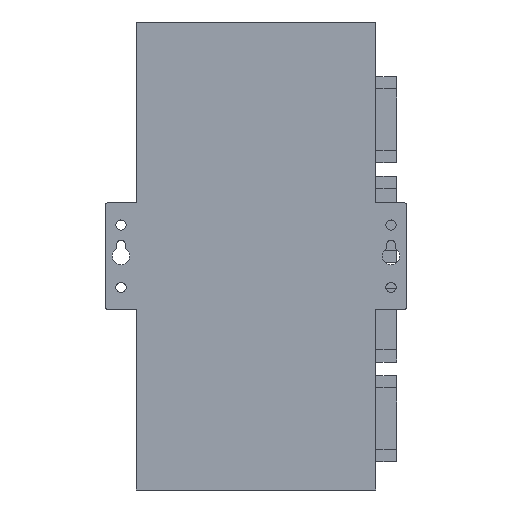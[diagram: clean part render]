
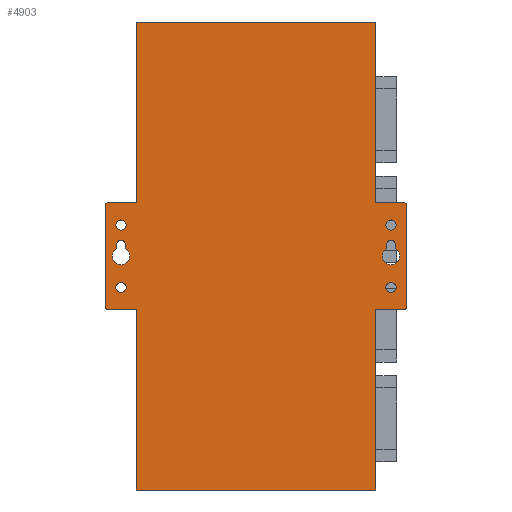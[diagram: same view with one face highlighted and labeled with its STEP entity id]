
A CAD part, front view. The second image highlights one B-rep face of the part: STEP entity #4903.
In plain terms, the highlighted planar face has unit normal (0, -1, 0).
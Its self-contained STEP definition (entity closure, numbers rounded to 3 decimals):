
#19=LINE('',#6721,#547);
#22=LINE('',#6733,#550);
#31=LINE('',#6766,#559);
#33=LINE('',#6770,#561);
#35=LINE('',#6775,#563);
#40=LINE('',#6790,#568);
#48=LINE('',#6818,#576);
#51=LINE('',#6833,#579);
#53=LINE('',#6837,#581);
#55=LINE('',#6843,#583);
#525=LINE('',#7953,#1053);
#529=LINE('',#7965,#1057);
#533=LINE('',#7972,#1061);
#535=LINE('',#7974,#1063);
#541=LINE('',#7982,#1069);
#542=LINE('',#7983,#1070);
#547=VECTOR('',#5434,11.5);
#550=VECTOR('',#5445,11.5);
#559=VECTOR('',#5478,1.719);
#561=VECTOR('',#5482,1.719);
#563=VECTOR('',#5490,41.5);
#568=VECTOR('',#5503,41.5);
#576=VECTOR('',#5529,11.5);
#579=VECTOR('',#5546,1.719);
#581=VECTOR('',#5550,1.719);
#583=VECTOR('',#5558,11.5);
#1053=VECTOR('',#6580,97.25);
#1057=VECTOR('',#6592,97.25);
#1061=VECTOR('',#6598,73.25);
#1063=VECTOR('',#6600,73.25);
#1069=VECTOR('',#6610,73.25);
#1070=VECTOR('',#6611,73.25);
#1306=PLANE('',#5298);
#1417=FACE_BOUND('',#2109,.T.);
#1418=FACE_BOUND('',#2110,.T.);
#1419=FACE_BOUND('',#2111,.T.);
#1420=FACE_BOUND('',#2112,.T.);
#1421=FACE_BOUND('',#2113,.T.);
#1422=FACE_BOUND('',#2114,.T.);
#1710=FACE_OUTER_BOUND('',#2108,.T.);
#2108=EDGE_LOOP('',(#4535,#4536,#4537,#4538,#4539,#4540,#4541,#4542,#4543,
#4544,#4545,#4546,#4547,#4548,#4549,#4550));
#2109=EDGE_LOOP('',(#4551,#4552,#4553,#4554));
#2110=EDGE_LOOP('',(#4555));
#2111=EDGE_LOOP('',(#4556));
#2112=EDGE_LOOP('',(#4557));
#2113=EDGE_LOOP('',(#4558));
#2114=EDGE_LOOP('',(#4559,#4560,#4561,#4562));
#2147=CIRCLE('',#4969,1.);
#2149=CIRCLE('',#4973,1.);
#2154=CIRCLE('',#4981,3.5);
#2155=CIRCLE('',#4983,2.075);
#2156=CIRCLE('',#4985,2.075);
#2157=CIRCLE('',#4989,1.75);
#2159=CIRCLE('',#4993,1.);
#2165=CIRCLE('',#5002,1.);
#2166=CIRCLE('',#5005,3.5);
#2167=CIRCLE('',#5007,2.075);
#2168=CIRCLE('',#5009,2.075);
#2169=CIRCLE('',#5013,1.75);
#2252=VERTEX_POINT('',#6711);
#2253=VERTEX_POINT('',#6713);
#2255=VERTEX_POINT('',#6719);
#2258=VERTEX_POINT('',#6726);
#2259=VERTEX_POINT('',#6728);
#2260=VERTEX_POINT('',#6732);
#2268=VERTEX_POINT('',#6753);
#2269=VERTEX_POINT('',#6755);
#2270=VERTEX_POINT('',#6759);
#2271=VERTEX_POINT('',#6762);
#2272=VERTEX_POINT('',#6765);
#2273=VERTEX_POINT('',#6769);
#2276=VERTEX_POINT('',#6780);
#2277=VERTEX_POINT('',#6782);
#2279=VERTEX_POINT('',#6788);
#2289=VERTEX_POINT('',#6812);
#2290=VERTEX_POINT('',#6816);
#2291=VERTEX_POINT('',#6820);
#2292=VERTEX_POINT('',#6822);
#2293=VERTEX_POINT('',#6826);
#2294=VERTEX_POINT('',#6829);
#2295=VERTEX_POINT('',#6832);
#2296=VERTEX_POINT('',#6836);
#2297=VERTEX_POINT('',#6842);
#2660=VERTEX_POINT('',#7951);
#2661=VERTEX_POINT('',#7952);
#2664=VERTEX_POINT('',#7963);
#2665=VERTEX_POINT('',#7964);
#2700=EDGE_CURVE('',#2253,#2252,#2147,.T.);
#2704=EDGE_CURVE('',#2255,#2252,#19,.T.);
#2707=EDGE_CURVE('',#2259,#2258,#2149,.T.);
#2709=EDGE_CURVE('',#2259,#2260,#22,.T.);
#2721=EDGE_CURVE('',#2268,#2269,#2154,.T.);
#2723=EDGE_CURVE('',#2270,#2270,#2155,.T.);
#2724=EDGE_CURVE('',#2271,#2271,#2156,.T.);
#2725=EDGE_CURVE('',#2272,#2268,#31,.T.);
#2727=EDGE_CURVE('',#2269,#2273,#33,.T.);
#2729=EDGE_CURVE('',#2273,#2272,#2157,.T.);
#2730=EDGE_CURVE('',#2253,#2258,#35,.T.);
#2733=EDGE_CURVE('',#2276,#2277,#2159,.T.);
#2737=EDGE_CURVE('',#2276,#2279,#40,.T.);
#2749=EDGE_CURVE('',#2289,#2279,#2165,.T.);
#2751=EDGE_CURVE('',#2289,#2290,#48,.T.);
#2754=EDGE_CURVE('',#2291,#2292,#2166,.T.);
#2755=EDGE_CURVE('',#2293,#2293,#2167,.T.);
#2756=EDGE_CURVE('',#2294,#2294,#2168,.T.);
#2757=EDGE_CURVE('',#2295,#2291,#51,.T.);
#2759=EDGE_CURVE('',#2292,#2296,#53,.T.);
#2761=EDGE_CURVE('',#2296,#2295,#2169,.T.);
#2762=EDGE_CURVE('',#2297,#2277,#55,.T.);
#3282=EDGE_CURVE('',#2660,#2661,#525,.T.);
#3286=EDGE_CURVE('',#2664,#2665,#529,.T.);
#3290=EDGE_CURVE('',#2660,#2260,#533,.T.);
#3292=EDGE_CURVE('',#2255,#2665,#535,.T.);
#3298=EDGE_CURVE('',#2664,#2297,#541,.T.);
#3299=EDGE_CURVE('',#2290,#2661,#542,.T.);
#4535=ORIENTED_EDGE('',*,*,#2733,.F.);
#4536=ORIENTED_EDGE('',*,*,#2737,.T.);
#4537=ORIENTED_EDGE('',*,*,#2749,.F.);
#4538=ORIENTED_EDGE('',*,*,#2751,.T.);
#4539=ORIENTED_EDGE('',*,*,#3299,.T.);
#4540=ORIENTED_EDGE('',*,*,#3282,.F.);
#4541=ORIENTED_EDGE('',*,*,#3290,.T.);
#4542=ORIENTED_EDGE('',*,*,#2709,.F.);
#4543=ORIENTED_EDGE('',*,*,#2707,.T.);
#4544=ORIENTED_EDGE('',*,*,#2730,.F.);
#4545=ORIENTED_EDGE('',*,*,#2700,.T.);
#4546=ORIENTED_EDGE('',*,*,#2704,.F.);
#4547=ORIENTED_EDGE('',*,*,#3292,.T.);
#4548=ORIENTED_EDGE('',*,*,#3286,.F.);
#4549=ORIENTED_EDGE('',*,*,#3298,.T.);
#4550=ORIENTED_EDGE('',*,*,#2762,.T.);
#4551=ORIENTED_EDGE('',*,*,#2721,.F.);
#4552=ORIENTED_EDGE('',*,*,#2725,.F.);
#4553=ORIENTED_EDGE('',*,*,#2729,.F.);
#4554=ORIENTED_EDGE('',*,*,#2727,.F.);
#4555=ORIENTED_EDGE('',*,*,#2724,.F.);
#4556=ORIENTED_EDGE('',*,*,#2723,.F.);
#4557=ORIENTED_EDGE('',*,*,#2755,.T.);
#4558=ORIENTED_EDGE('',*,*,#2756,.T.);
#4559=ORIENTED_EDGE('',*,*,#2754,.T.);
#4560=ORIENTED_EDGE('',*,*,#2759,.T.);
#4561=ORIENTED_EDGE('',*,*,#2761,.T.);
#4562=ORIENTED_EDGE('',*,*,#2757,.T.);
#4903=ADVANCED_FACE('',(#1710,#1417,#1418,#1419,#1420,#1421,#1422),#1306,
 .T.);
#4969=AXIS2_PLACEMENT_3D('',#6714,#5427,#5428);
#4973=AXIS2_PLACEMENT_3D('',#6729,#5440,#5441);
#4981=AXIS2_PLACEMENT_3D('',#6756,#5465,#5466);
#4983=AXIS2_PLACEMENT_3D('',#6760,#5470,#5471);
#4985=AXIS2_PLACEMENT_3D('',#6763,#5474,#5475);
#4989=AXIS2_PLACEMENT_3D('',#6773,#5486,#5487);
#4993=AXIS2_PLACEMENT_3D('',#6783,#5496,#5497);
#5002=AXIS2_PLACEMENT_3D('',#6814,#5524,#5525);
#5005=AXIS2_PLACEMENT_3D('',#6824,#5534,#5535);
#5007=AXIS2_PLACEMENT_3D('',#6827,#5538,#5539);
#5009=AXIS2_PLACEMENT_3D('',#6830,#5542,#5543);
#5013=AXIS2_PLACEMENT_3D('',#6840,#5554,#5555);
#5298=AXIS2_PLACEMENT_3D('',#7984,#6612,#6613);
#5427=DIRECTION('center_axis',(0.,-1.,0.));
#5428=DIRECTION('ref_axis',(-0.707,0.,-0.707));
#5434=DIRECTION('',(-1.,0.,0.));
#5440=DIRECTION('center_axis',(0.,-1.,0.));
#5441=DIRECTION('ref_axis',(-0.707,0.,0.707));
#5445=DIRECTION('',(1.,0.,0.));
#5465=DIRECTION('center_axis',(0.,-1.,0.));
#5466=DIRECTION('ref_axis',(-1.,0.,0.));
#5470=DIRECTION('center_axis',(0.,-1.,0.));
#5471=DIRECTION('ref_axis',(1.,0.,0.));
#5474=DIRECTION('center_axis',(0.,-1.,0.));
#5475=DIRECTION('ref_axis',(1.,0.,0.));
#5478=DIRECTION('',(0.,0.,-1.));
#5482=DIRECTION('',(0.,0.,1.));
#5486=DIRECTION('center_axis',(0.,-1.,0.));
#5487=DIRECTION('ref_axis',(-1.,0.,0.));
#5490=DIRECTION('',(0.,0.,1.));
#5496=DIRECTION('center_axis',(0.,1.,0.));
#5497=DIRECTION('ref_axis',(0.707,0.,-0.707));
#5503=DIRECTION('',(0.,0.,1.));
#5524=DIRECTION('center_axis',(0.,1.,0.));
#5525=DIRECTION('ref_axis',(0.707,0.,0.707));
#5529=DIRECTION('',(-1.,0.,0.));
#5534=DIRECTION('center_axis',(0.,1.,0.));
#5535=DIRECTION('ref_axis',(1.,0.,0.));
#5538=DIRECTION('center_axis',(0.,1.,0.));
#5539=DIRECTION('ref_axis',(-1.,0.,0.));
#5542=DIRECTION('center_axis',(0.,1.,0.));
#5543=DIRECTION('ref_axis',(-1.,0.,0.));
#5546=DIRECTION('',(0.,0.,-1.));
#5550=DIRECTION('',(0.,0.,1.));
#5554=DIRECTION('center_axis',(0.,1.,0.));
#5555=DIRECTION('ref_axis',(1.,0.,0.));
#5558=DIRECTION('',(1.,0.,0.));
#6580=DIRECTION('',(1.,0.,0.));
#6592=DIRECTION('',(-1.,0.,0.));
#6598=DIRECTION('',(0.,0.,-1.));
#6600=DIRECTION('',(0.,0.,-1.));
#6610=DIRECTION('',(0.,0.,1.));
#6611=DIRECTION('',(0.,0.,1.));
#6612=DIRECTION('center_axis',(0.,-1.,0.));
#6613=DIRECTION('ref_axis',(1.,0.,0.));
#6711=CARTESIAN_POINT('',(-60.125,-11.75,-21.75));
#6713=CARTESIAN_POINT('',(-61.125,-11.75,-20.75));
#6714=CARTESIAN_POINT('Origin',(-60.125,-11.75,-20.75));
#6719=CARTESIAN_POINT('',(-48.625,-11.75,-21.75));
#6721=CARTESIAN_POINT('',(-48.625,-11.75,-21.75));
#6726=CARTESIAN_POINT('',(-61.125,-11.75,20.75));
#6728=CARTESIAN_POINT('',(-60.125,-11.75,21.75));
#6729=CARTESIAN_POINT('Origin',(-60.125,-11.75,20.75));
#6732=CARTESIAN_POINT('',(-48.625,-11.75,21.75));
#6733=CARTESIAN_POINT('',(-61.125,-11.75,21.75));
#6753=CARTESIAN_POINT('',(-56.625,-11.75,3.031));
#6755=CARTESIAN_POINT('',(-53.125,-11.75,3.031));
#6756=CARTESIAN_POINT('Origin',(-54.875,-11.75,0.));
#6759=CARTESIAN_POINT('',(-56.95,-11.75,-12.675));
#6760=CARTESIAN_POINT('Origin',(-54.875,-11.75,-12.675));
#6762=CARTESIAN_POINT('',(-56.95,-11.75,12.675));
#6763=CARTESIAN_POINT('Origin',(-54.875,-11.75,12.675));
#6765=CARTESIAN_POINT('',(-56.625,-11.75,4.75));
#6766=CARTESIAN_POINT('',(-56.625,-11.75,2.375));
#6769=CARTESIAN_POINT('',(-53.125,-11.75,4.75));
#6770=CARTESIAN_POINT('',(-53.125,-11.75,1.516));
#6773=CARTESIAN_POINT('Origin',(-54.875,-11.75,4.75));
#6775=CARTESIAN_POINT('',(-61.125,-11.75,-21.75));
#6780=CARTESIAN_POINT('',(61.125,-11.75,-20.75));
#6782=CARTESIAN_POINT('',(60.125,-11.75,-21.75));
#6783=CARTESIAN_POINT('Origin',(60.125,-11.75,-20.75));
#6788=CARTESIAN_POINT('',(61.125,-11.75,20.75));
#6790=CARTESIAN_POINT('',(61.125,-11.75,-21.75));
#6812=CARTESIAN_POINT('',(60.125,-11.75,21.75));
#6814=CARTESIAN_POINT('Origin',(60.125,-11.75,20.75));
#6816=CARTESIAN_POINT('',(48.625,-11.75,21.75));
#6818=CARTESIAN_POINT('',(61.125,-11.75,21.75));
#6820=CARTESIAN_POINT('',(56.625,-11.75,3.031));
#6822=CARTESIAN_POINT('',(53.125,-11.75,3.031));
#6824=CARTESIAN_POINT('Origin',(54.875,-11.75,0.));
#6826=CARTESIAN_POINT('',(56.95,-11.75,-12.675));
#6827=CARTESIAN_POINT('Origin',(54.875,-11.75,-12.675));
#6829=CARTESIAN_POINT('',(56.95,-11.75,12.675));
#6830=CARTESIAN_POINT('Origin',(54.875,-11.75,12.675));
#6832=CARTESIAN_POINT('',(56.625,-11.75,4.75));
#6833=CARTESIAN_POINT('',(56.625,-11.75,2.375));
#6836=CARTESIAN_POINT('',(53.125,-11.75,4.75));
#6837=CARTESIAN_POINT('',(53.125,-11.75,1.516));
#6840=CARTESIAN_POINT('Origin',(54.875,-11.75,4.75));
#6842=CARTESIAN_POINT('',(48.625,-11.75,-21.75));
#6843=CARTESIAN_POINT('',(48.625,-11.75,-21.75));
#7951=CARTESIAN_POINT('',(-48.625,-11.75,95.));
#7952=CARTESIAN_POINT('',(48.625,-11.75,95.));
#7953=CARTESIAN_POINT('',(-48.625,-11.75,95.));
#7963=CARTESIAN_POINT('',(48.625,-11.75,-95.));
#7964=CARTESIAN_POINT('',(-48.625,-11.75,-95.));
#7965=CARTESIAN_POINT('',(-48.625,-11.75,-95.));
#7972=CARTESIAN_POINT('',(-48.625,-11.75,0.));
#7974=CARTESIAN_POINT('',(-48.625,-11.75,0.));
#7982=CARTESIAN_POINT('',(48.625,-11.75,0.));
#7983=CARTESIAN_POINT('',(48.625,-11.75,0.));
#7984=CARTESIAN_POINT('Origin',(-48.625,-11.75,0.));
